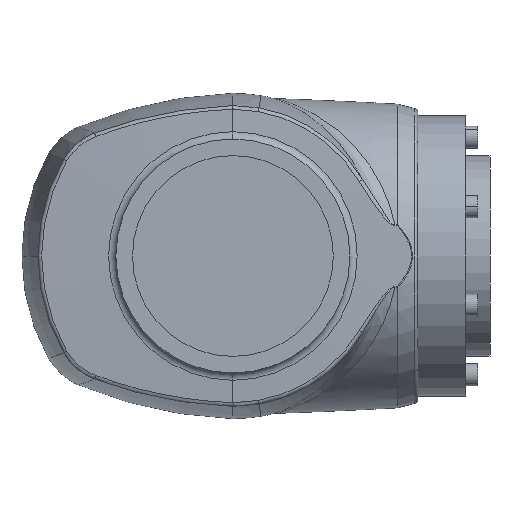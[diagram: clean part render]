
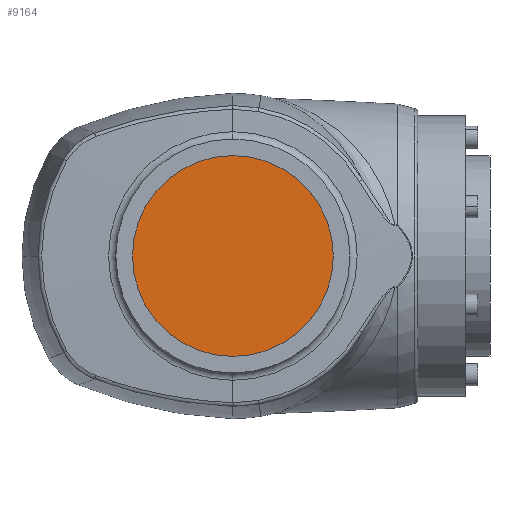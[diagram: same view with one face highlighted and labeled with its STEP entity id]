
A CAD part, front view. The second image highlights one B-rep face of the part: STEP entity #9164.
In plain terms, the highlighted planar face has unit normal (0, -1, 0).
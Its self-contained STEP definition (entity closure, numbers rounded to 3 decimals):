
#362 = ORIENTED_EDGE ( 'NONE', *, *, #6415, .T. ) ;
#1561 = DIRECTION ( 'NONE',  ( 0., 0., -1. ) ) ;
#1570 = CIRCLE ( 'NONE', #5493, 25. ) ;
#1586 = FACE_OUTER_BOUND ( 'NONE', #9759, .T. ) ;
#2250 = VERTEX_POINT ( 'NONE', #4314 ) ;
#3008 = VERTEX_POINT ( 'NONE', #9616 ) ;
#3703 = CIRCLE ( 'NONE', #9921, 25. ) ;
#4314 = CARTESIAN_POINT ( 'NONE',  ( 280., -46., 600. ) ) ;
#4710 = PLANE ( 'NONE',  #4815 ) ;
#4815 = AXIS2_PLACEMENT_3D ( 'NONE', #7825, #6283, #6338 ) ;
#5315 = ORIENTED_EDGE ( 'NONE', *, *, #6150, .T. ) ;
#5493 = AXIS2_PLACEMENT_3D ( 'NONE', #7751, #8577, #1561 ) ;
#5666 = DIRECTION ( 'NONE',  ( 0., -1., 0. ) ) ;
#6150 = EDGE_CURVE ( 'NONE', #2250, #3008, #3703, .T. ) ;
#6283 = DIRECTION ( 'NONE',  ( 0., -1., 0. ) ) ;
#6338 = DIRECTION ( 'NONE',  ( 0., 0., 1. ) ) ;
#6415 = EDGE_CURVE ( 'NONE', #3008, #2250, #1570, .T. ) ;
#7154 = DIRECTION ( 'NONE',  ( 0., 0., -1. ) ) ;
#7751 = CARTESIAN_POINT ( 'NONE',  ( 280., -46., 625. ) ) ;
#7825 = CARTESIAN_POINT ( 'NONE',  ( 280., -46., 625. ) ) ;
#8577 = DIRECTION ( 'NONE',  ( 0., -1., 0. ) ) ;
#9164 = ADVANCED_FACE ( 'NONE', ( #1586 ), #4710, .T. ) ;
#9565 = CARTESIAN_POINT ( 'NONE',  ( 280., -46., 625. ) ) ;
#9616 = CARTESIAN_POINT ( 'NONE',  ( 280., -46., 650. ) ) ;
#9759 = EDGE_LOOP ( 'NONE', ( #362, #5315 ) ) ;
#9921 = AXIS2_PLACEMENT_3D ( 'NONE', #9565, #5666, #7154 ) ;
